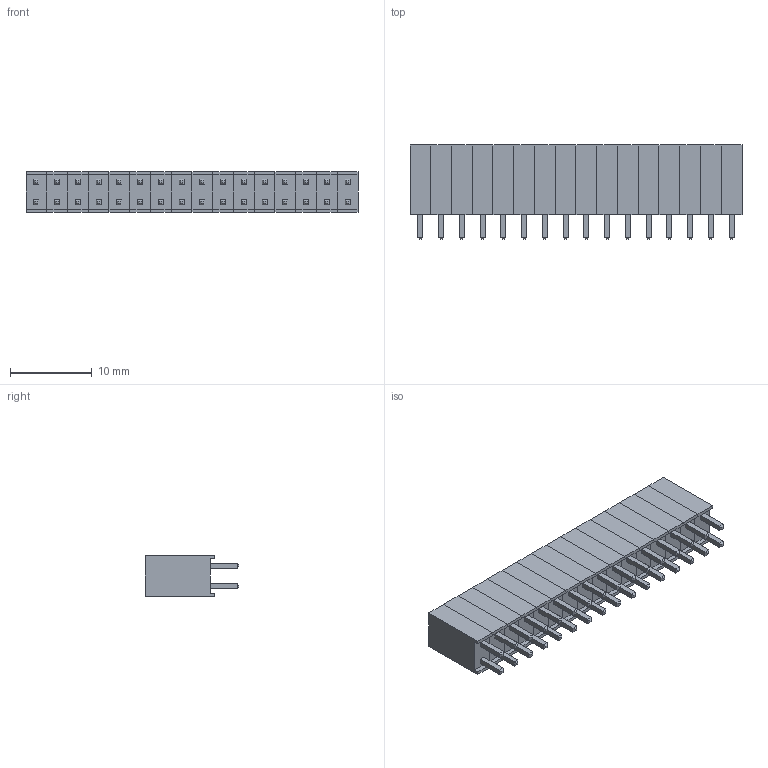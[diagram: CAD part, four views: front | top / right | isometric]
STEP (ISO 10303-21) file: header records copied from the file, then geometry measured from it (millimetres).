
FILE_DESCRIPTION (( 'STEP AP214' ), '1' );
FILE_NAME ('DS-1023-32.STEP', '2019-07-10T22:30:07', ( '' ), ( '' ), 'SwSTEP 2.0', 'SolidWorks 2018', '' );
FILE_SCHEMA (( 'AUTOMOTIVE_DESIGN' ));
Length unit declared in the file: millimetre
Products named in the file (1): DS-1023-32
Bounding box: 40.64 x 11.5 x 5 mm (x, y, z)
Volume: 1607.8 mm3; surface area: 2998.6 mm2
Topology: 16 solids, 16 shells, 736 faces, 1664 edges, 1024 vertices
Faces by surface type: plane 736
Entity records: 28045 total; most frequent: CARTESIAN_POINT 3425, ORIENTED_EDGE 3328, DIRECTION 3138, LINE 1664, EDGE_CURVE 1664, VECTOR 1664, VERTEX_POINT 1024, EDGE_LOOP 800
